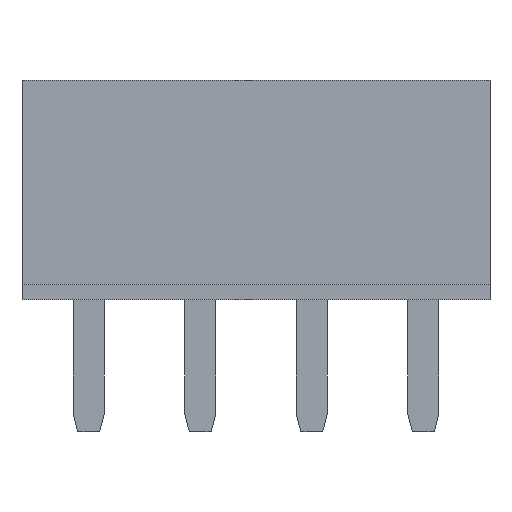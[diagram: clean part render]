
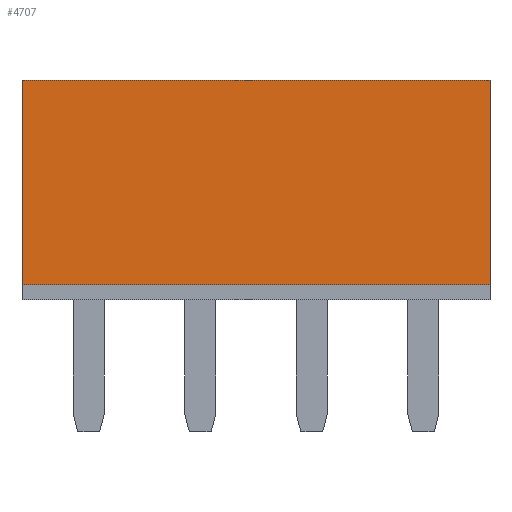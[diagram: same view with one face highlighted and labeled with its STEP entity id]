
A CAD part, left-side view. The second image highlights one B-rep face of the part: STEP entity #4707.
In plain terms, the highlighted planar face has unit normal (-1, 0, 0).
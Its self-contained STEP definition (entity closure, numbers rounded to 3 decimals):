
#629 = PLANE('',#630);
#630 = AXIS2_PLACEMENT_3D('',#631,#632,#633);
#631 = CARTESIAN_POINT('',(-1.29,-5.33,0.35));
#632 = DIRECTION('',(0.,0.,1.));
#633 = DIRECTION('',(1.,0.,0.));
#654 = VERTEX_POINT('',#655);
#655 = CARTESIAN_POINT('',(-1.29,-5.33,0.35));
#669 = PLANE('',#670);
#670 = AXIS2_PLACEMENT_3D('',#671,#672,#673);
#671 = CARTESIAN_POINT('',(-1.29,-5.33,0.));
#672 = DIRECTION('',(0.,-1.,0.));
#673 = DIRECTION('',(1.,0.,0.));
#681 = EDGE_CURVE('',#682,#654,#684,.T.);
#682 = VERTEX_POINT('',#683);
#683 = CARTESIAN_POINT('',(-1.29,5.33,0.35));
#684 = SURFACE_CURVE('',#685,(#689,#696),.PCURVE_S1.);
#685 = LINE('',#686,#687);
#686 = CARTESIAN_POINT('',(-1.29,0.,0.35));
#687 = VECTOR('',#688,1.);
#688 = DIRECTION('',(0.,-1.,0.));
#689 = PCURVE('',#629,#690);
#690 = DEFINITIONAL_REPRESENTATION('',(#691),#695);
#691 = LINE('',#692,#693);
#692 = CARTESIAN_POINT('',(0.,5.33));
#693 = VECTOR('',#694,1.);
#694 = DIRECTION('',(0.,-1.));
#695 = ( GEOMETRIC_REPRESENTATION_CONTEXT(2) 
PARAMETRIC_REPRESENTATION_CONTEXT() REPRESENTATION_CONTEXT('2D SPACE',''
  ) );
#696 = PCURVE('',#697,#702);
#697 = PLANE('',#698);
#698 = AXIS2_PLACEMENT_3D('',#699,#700,#701);
#699 = CARTESIAN_POINT('',(-1.29,5.33,0.35));
#700 = DIRECTION('',(-1.,0.,0.));
#701 = DIRECTION('',(0.,-1.,0.));
#702 = DEFINITIONAL_REPRESENTATION('',(#703),#707);
#703 = LINE('',#704,#705);
#704 = CARTESIAN_POINT('',(5.33,0.));
#705 = VECTOR('',#706,1.);
#706 = DIRECTION('',(1.,0.));
#707 = ( GEOMETRIC_REPRESENTATION_CONTEXT(2) 
PARAMETRIC_REPRESENTATION_CONTEXT() REPRESENTATION_CONTEXT('2D SPACE',''
  ) );
#723 = PLANE('',#724);
#724 = AXIS2_PLACEMENT_3D('',#725,#726,#727);
#725 = CARTESIAN_POINT('',(1.25,5.33,0.));
#726 = DIRECTION('',(0.,1.,0.));
#727 = DIRECTION('',(-1.,0.,0.));
#2891 = PLANE('',#2892);
#2892 = AXIS2_PLACEMENT_3D('',#2893,#2894,#2895);
#2893 = CARTESIAN_POINT('',(-1.29,-5.33,5.));
#2894 = DIRECTION('',(0.,0.,1.));
#2895 = DIRECTION('',(1.,0.,0.));
#4420 = VERTEX_POINT('',#4421);
#4421 = CARTESIAN_POINT('',(-1.29,5.33,5.));
#4442 = EDGE_CURVE('',#4443,#4420,#4445,.T.);
#4443 = VERTEX_POINT('',#4444);
#4444 = CARTESIAN_POINT('',(-1.29,-5.33,5.));
#4445 = SURFACE_CURVE('',#4446,(#4450,#4457),.PCURVE_S1.);
#4446 = LINE('',#4447,#4448);
#4447 = CARTESIAN_POINT('',(-1.29,0.,5.));
#4448 = VECTOR('',#4449,1.);
#4449 = DIRECTION('',(0.,1.,0.));
#4450 = PCURVE('',#2891,#4451);
#4451 = DEFINITIONAL_REPRESENTATION('',(#4452),#4456);
#4452 = LINE('',#4453,#4454);
#4453 = CARTESIAN_POINT('',(0.,5.33));
#4454 = VECTOR('',#4455,1.);
#4455 = DIRECTION('',(0.,1.));
#4456 = ( GEOMETRIC_REPRESENTATION_CONTEXT(2) 
PARAMETRIC_REPRESENTATION_CONTEXT() REPRESENTATION_CONTEXT('2D SPACE',''
  ) );
#4457 = PCURVE('',#697,#4458);
#4458 = DEFINITIONAL_REPRESENTATION('',(#4459),#4463);
#4459 = LINE('',#4460,#4461);
#4460 = CARTESIAN_POINT('',(5.33,4.65));
#4461 = VECTOR('',#4462,1.);
#4462 = DIRECTION('',(-1.,0.));
#4463 = ( GEOMETRIC_REPRESENTATION_CONTEXT(2) 
PARAMETRIC_REPRESENTATION_CONTEXT() REPRESENTATION_CONTEXT('2D SPACE',''
  ) );
#4515 = EDGE_CURVE('',#4420,#682,#4516,.T.);
#4516 = SURFACE_CURVE('',#4517,(#4521,#4528),.PCURVE_S1.);
#4517 = LINE('',#4518,#4519);
#4518 = CARTESIAN_POINT('',(-1.29,5.33,2.675));
#4519 = VECTOR('',#4520,1.);
#4520 = DIRECTION('',(0.,0.,-1.));
#4521 = PCURVE('',#723,#4522);
#4522 = DEFINITIONAL_REPRESENTATION('',(#4523),#4527);
#4523 = LINE('',#4524,#4525);
#4524 = CARTESIAN_POINT('',(2.54,2.675));
#4525 = VECTOR('',#4526,1.);
#4526 = DIRECTION('',(0.,-1.));
#4527 = ( GEOMETRIC_REPRESENTATION_CONTEXT(2) 
PARAMETRIC_REPRESENTATION_CONTEXT() REPRESENTATION_CONTEXT('2D SPACE',''
  ) );
#4528 = PCURVE('',#697,#4529);
#4529 = DEFINITIONAL_REPRESENTATION('',(#4530),#4534);
#4530 = LINE('',#4531,#4532);
#4531 = CARTESIAN_POINT('',(0.,2.325));
#4532 = VECTOR('',#4533,1.);
#4533 = DIRECTION('',(0.,-1.));
#4534 = ( GEOMETRIC_REPRESENTATION_CONTEXT(2) 
PARAMETRIC_REPRESENTATION_CONTEXT() REPRESENTATION_CONTEXT('2D SPACE',''
  ) );
#4590 = EDGE_CURVE('',#654,#4443,#4591,.T.);
#4591 = SURFACE_CURVE('',#4592,(#4596,#4603),.PCURVE_S1.);
#4592 = LINE('',#4593,#4594);
#4593 = CARTESIAN_POINT('',(-1.29,-5.33,2.675));
#4594 = VECTOR('',#4595,1.);
#4595 = DIRECTION('',(0.,0.,1.));
#4596 = PCURVE('',#669,#4597);
#4597 = DEFINITIONAL_REPRESENTATION('',(#4598),#4602);
#4598 = LINE('',#4599,#4600);
#4599 = CARTESIAN_POINT('',(0.,2.675));
#4600 = VECTOR('',#4601,1.);
#4601 = DIRECTION('',(0.,1.));
#4602 = ( GEOMETRIC_REPRESENTATION_CONTEXT(2) 
PARAMETRIC_REPRESENTATION_CONTEXT() REPRESENTATION_CONTEXT('2D SPACE',''
  ) );
#4603 = PCURVE('',#697,#4604);
#4604 = DEFINITIONAL_REPRESENTATION('',(#4605),#4609);
#4605 = LINE('',#4606,#4607);
#4606 = CARTESIAN_POINT('',(10.66,2.325));
#4607 = VECTOR('',#4608,1.);
#4608 = DIRECTION('',(0.,1.));
#4609 = ( GEOMETRIC_REPRESENTATION_CONTEXT(2) 
PARAMETRIC_REPRESENTATION_CONTEXT() REPRESENTATION_CONTEXT('2D SPACE',''
  ) );
#4707 = ADVANCED_FACE('',(#4708),#697,.T.);
#4708 = FACE_BOUND('',#4709,.T.);
#4709 = EDGE_LOOP('',(#4710,#4711,#4712,#4713));
#4710 = ORIENTED_EDGE('',*,*,#681,.T.);
#4711 = ORIENTED_EDGE('',*,*,#4590,.T.);
#4712 = ORIENTED_EDGE('',*,*,#4442,.T.);
#4713 = ORIENTED_EDGE('',*,*,#4515,.T.);
